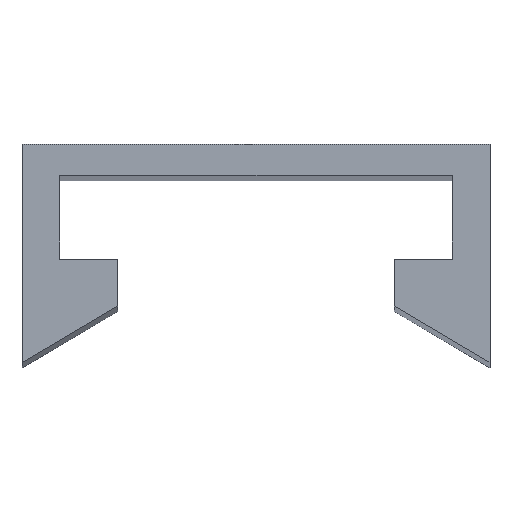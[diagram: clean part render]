
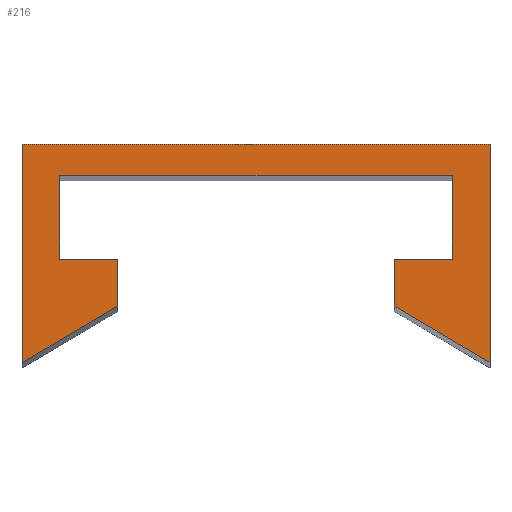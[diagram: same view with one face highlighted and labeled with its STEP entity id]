
A CAD part, top view. The second image highlights one B-rep face of the part: STEP entity #216.
In plain terms, the highlighted planar face has unit normal (0, 0, 1).
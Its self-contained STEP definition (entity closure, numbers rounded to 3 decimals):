
#1 = VERTEX_POINT ( 'NONE', #278 ) ;
#6 = LINE ( 'NONE', #367, #174 ) ;
#7 = CARTESIAN_POINT ( 'NONE',  ( 66.745, 60., 0. ) ) ;
#8 = ORIENTED_EDGE ( 'NONE', *, *, #30, .T. ) ;
#9 = VECTOR ( 'NONE', #175, 1000. ) ;
#10 = LINE ( 'NONE', #295, #153 ) ;
#16 = VERTEX_POINT ( 'NONE', #455 ) ;
#28 = LINE ( 'NONE', #171, #447 ) ;
#30 = EDGE_CURVE ( 'NONE', #246, #1, #87, .T. ) ;
#45 = VECTOR ( 'NONE', #354, 1000. ) ;
#46 = VECTOR ( 'NONE', #341, 1000. ) ;
#66 = CARTESIAN_POINT ( 'NONE',  ( 66.745, 60., 0. ) ) ;
#87 = LINE ( 'NONE', #240, #46 ) ;
#100 = CARTESIAN_POINT ( 'NONE',  ( 54.82, 56.31, 0. ) ) ;
#101 = ORIENTED_EDGE ( 'NONE', *, *, #429, .T. ) ;
#104 = VECTOR ( 'NONE', #258, 1000. ) ;
#111 = ORIENTED_EDGE ( 'NONE', *, *, #324, .T. ) ;
#114 = LINE ( 'NONE', #7, #431 ) ;
#134 = EDGE_CURVE ( 'NONE', #254, #374, #380, .T. ) ;
#137 = LINE ( 'NONE', #287, #45 ) ;
#139 = CARTESIAN_POINT ( 'NONE',  ( 0., 0., 0. ) ) ;
#140 = DIRECTION ( 'NONE',  ( 0., 0., 1. ) ) ;
#145 = DIRECTION ( 'NONE',  ( 0., 1., 0. ) ) ;
#146 = VERTEX_POINT ( 'NONE', #340 ) ;
#153 = VECTOR ( 'NONE', #145, 1000. ) ;
#158 = ORIENTED_EDGE ( 'NONE', *, *, #279, .T. ) ;
#166 = AXIS2_PLACEMENT_3D ( 'NONE', #139, #140, #218 ) ;
#170 = LINE ( 'NONE', #316, #104 ) ;
#171 = CARTESIAN_POINT ( 'NONE',  ( 65.541, 56.31, 0. ) ) ;
#172 = VERTEX_POINT ( 'NONE', #250 ) ;
#174 = VECTOR ( 'NONE', #301, 1000. ) ;
#175 = DIRECTION ( 'NONE',  ( 0.862, 0.507, 0. ) ) ;
#177 = PLANE ( 'NONE',  #166 ) ;
#179 = EDGE_CURVE ( 'NONE', #217, #146, #428, .T. ) ;
#181 = ORIENTED_EDGE ( 'NONE', *, *, #179, .T. ) ;
#182 = CARTESIAN_POINT ( 'NONE',  ( 63.67, 56.31, 0. ) ) ;
#186 = ORIENTED_EDGE ( 'NONE', *, *, #368, .T. ) ;
#187 = DIRECTION ( 'NONE',  ( 0., 1., 0. ) ) ;
#192 = VECTOR ( 'NONE', #414, 1000. ) ;
#203 = DIRECTION ( 'NONE',  ( -1., 0., 0. ) ) ;
#208 = EDGE_CURVE ( 'NONE', #374, #366, #391, .T. ) ;
#213 = CARTESIAN_POINT ( 'NONE',  ( 65.541, 56.31, 0. ) ) ;
#216 = ADVANCED_FACE ( 'NONE', ( #322 ), #177, .T. ) ;
#217 = VERTEX_POINT ( 'NONE', #281 ) ;
#218 = DIRECTION ( 'NONE',  ( 1., 0., 0. ) ) ;
#219 = ORIENTED_EDGE ( 'NONE', *, *, #263, .T. ) ;
#225 = ORIENTED_EDGE ( 'NONE', *, *, #134, .T. ) ;
#240 = CARTESIAN_POINT ( 'NONE',  ( 66.745, 60., 0. ) ) ;
#243 = CARTESIAN_POINT ( 'NONE',  ( 63.67, 54.81, 0. ) ) ;
#246 = VERTEX_POINT ( 'NONE', #66 ) ;
#247 = EDGE_CURVE ( 'NONE', #389, #254, #28, .T. ) ;
#248 = DIRECTION ( 'NONE',  ( 0., -1., 0. ) ) ;
#250 = CARTESIAN_POINT ( 'NONE',  ( 52.949, 59., 0. ) ) ;
#252 = VERTEX_POINT ( 'NONE', #393 ) ;
#254 = VERTEX_POINT ( 'NONE', #213 ) ;
#258 = DIRECTION ( 'NONE',  ( -1., 0., 0. ) ) ;
#260 = CARTESIAN_POINT ( 'NONE',  ( 51.745, 60., 0. ) ) ;
#261 = VERTEX_POINT ( 'NONE', #100 ) ;
#263 = EDGE_CURVE ( 'NONE', #252, #172, #137, .T. ) ;
#269 = CARTESIAN_POINT ( 'NONE',  ( 66.745, 53., 0. ) ) ;
#275 = VECTOR ( 'NONE', #437, 1000. ) ;
#278 = CARTESIAN_POINT ( 'NONE',  ( 51.745, 60., 0. ) ) ;
#279 = EDGE_CURVE ( 'NONE', #261, #252, #170, .T. ) ;
#281 = CARTESIAN_POINT ( 'NONE',  ( 51.745, 53., 0. ) ) ;
#283 = CARTESIAN_POINT ( 'NONE',  ( 51.745, 53., 0. ) ) ;
#286 = DIRECTION ( 'NONE',  ( 0., -1., 0. ) ) ;
#287 = CARTESIAN_POINT ( 'NONE',  ( 52.949, 56.31, 0. ) ) ;
#295 = CARTESIAN_POINT ( 'NONE',  ( 54.82, 54.81, 0. ) ) ;
#301 = DIRECTION ( 'NONE',  ( 1., 0., 0. ) ) ;
#305 = ORIENTED_EDGE ( 'NONE', *, *, #208, .T. ) ;
#316 = CARTESIAN_POINT ( 'NONE',  ( 54.82, 56.31, 0. ) ) ;
#322 = FACE_OUTER_BOUND ( 'NONE', #442, .T. ) ;
#324 = EDGE_CURVE ( 'NONE', #172, #389, #6, .T. ) ;
#326 = VECTOR ( 'NONE', #248, 1000. ) ;
#332 = ORIENTED_EDGE ( 'NONE', *, *, #382, .T. ) ;
#340 = CARTESIAN_POINT ( 'NONE',  ( 54.82, 54.81, 0. ) ) ;
#341 = DIRECTION ( 'NONE',  ( -1., 0., 0. ) ) ;
#354 = DIRECTION ( 'NONE',  ( 0., 1., 0. ) ) ;
#359 = ORIENTED_EDGE ( 'NONE', *, *, #387, .T. ) ;
#364 = LINE ( 'NONE', #260, #275 ) ;
#366 = VERTEX_POINT ( 'NONE', #441 ) ;
#367 = CARTESIAN_POINT ( 'NONE',  ( 52.949, 59., 0. ) ) ;
#368 = EDGE_CURVE ( 'NONE', #16, #246, #114, .T. ) ;
#374 = VERTEX_POINT ( 'NONE', #182 ) ;
#380 = LINE ( 'NONE', #449, #396 ) ;
#382 = EDGE_CURVE ( 'NONE', #146, #261, #10, .T. ) ;
#387 = EDGE_CURVE ( 'NONE', #1, #217, #364, .T. ) ;
#389 = VERTEX_POINT ( 'NONE', #406 ) ;
#391 = LINE ( 'NONE', #243, #326 ) ;
#393 = CARTESIAN_POINT ( 'NONE',  ( 52.949, 56.31, 0. ) ) ;
#396 = VECTOR ( 'NONE', #203, 1000. ) ;
#406 = CARTESIAN_POINT ( 'NONE',  ( 65.541, 59., 0. ) ) ;
#414 = DIRECTION ( 'NONE',  ( 0.862, -0.507, 0. ) ) ;
#427 = ORIENTED_EDGE ( 'NONE', *, *, #247, .T. ) ;
#428 = LINE ( 'NONE', #283, #9 ) ;
#429 = EDGE_CURVE ( 'NONE', #366, #16, #446, .T. ) ;
#431 = VECTOR ( 'NONE', #187, 1000. ) ;
#437 = DIRECTION ( 'NONE',  ( 0., -1., 0. ) ) ;
#441 = CARTESIAN_POINT ( 'NONE',  ( 63.67, 54.81, 0. ) ) ;
#442 = EDGE_LOOP ( 'NONE', ( #181, #332, #158, #219, #111, #427, #225, #305, #101, #186, #8, #359 ) ) ;
#446 = LINE ( 'NONE', #269, #192 ) ;
#447 = VECTOR ( 'NONE', #286, 1000. ) ;
#449 = CARTESIAN_POINT ( 'NONE',  ( 63.67, 56.31, 0. ) ) ;
#455 = CARTESIAN_POINT ( 'NONE',  ( 66.745, 53., 0. ) ) ;
